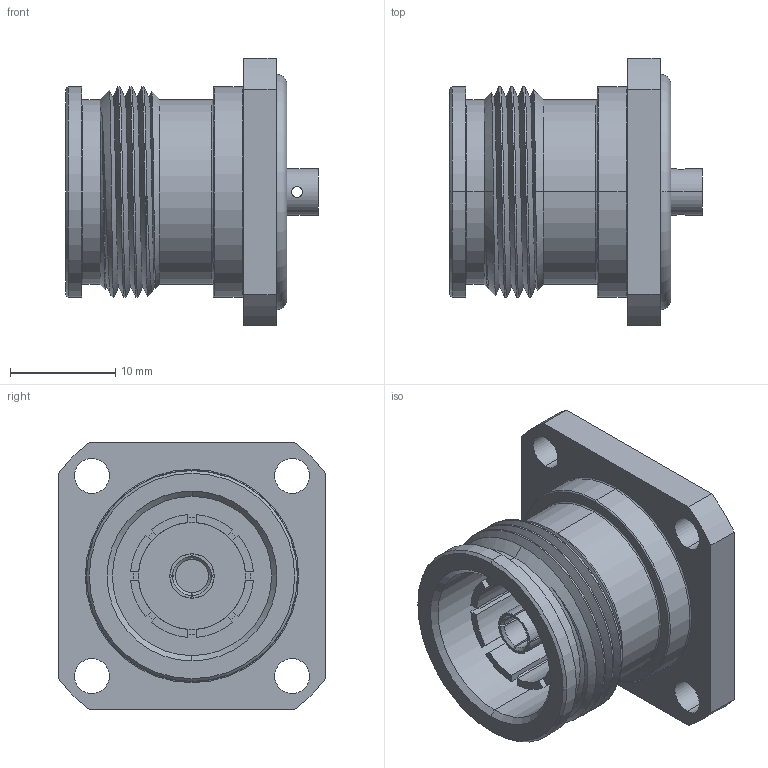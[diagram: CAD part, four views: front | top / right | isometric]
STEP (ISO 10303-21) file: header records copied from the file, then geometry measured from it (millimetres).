
FILE_DESCRIPTION (( 'STEP AP214' ), '1' );
FILE_NAME ('PE45304.STEP', '2017-08-31T15:55:12', ( '' ), ( '' ), 'SwSTEP 2.0', 'SolidWorks 2014', '' );
FILE_SCHEMA (( 'AUTOMOTIVE_DESIGN' ));
Length unit declared in the file: inch
Products named in the file (1): PE45304
Bounding box: 24 x 25.4 x 25.4 mm (x, y, z)
Volume: 4530.4 mm3; surface area: 5083.2 mm2
Topology: 2 solids, 2 shells, 165 faces, 430 edges, 279 vertices
Faces by surface type: cylinder 64, plane 63, cone 22, torus 14, bspline 2
Entity records: 6115 total; most frequent: CARTESIAN_POINT 2000, ORIENTED_EDGE 860, DIRECTION 846, EDGE_CURVE 430, AXIS2_PLACEMENT_3D 337, VERTEX_POINT 279, EDGE_LOOP 189, CIRCLE 173
